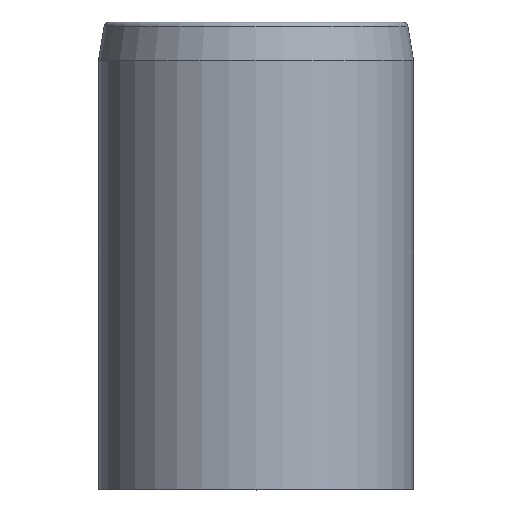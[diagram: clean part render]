
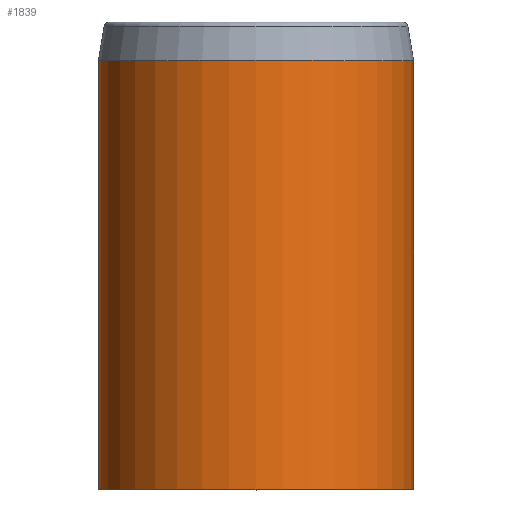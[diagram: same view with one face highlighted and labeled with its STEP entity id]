
A CAD part, top view. The second image highlights one B-rep face of the part: STEP entity #1839.
In plain terms, the highlighted cylindrical face has radius 28.65 mm (diameter 57.3 mm), a partial arc.
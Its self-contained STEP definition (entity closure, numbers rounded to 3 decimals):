
#31=DIRECTION('',(0.,1.,0.));
#32=VECTOR('',#31,77.924);
#33=CARTESIAN_POINT('',(28.65,0.076,0.));
#34=LINE('',#33,#32);
#35=DIRECTION('',(0.,1.,0.));
#36=VECTOR('',#35,77.924);
#37=CARTESIAN_POINT('',(-28.65,0.076,0.));
#38=LINE('',#37,#36);
#39=CARTESIAN_POINT('',(0.,0.076,0.));
#40=DIRECTION('',(0.,1.,0.));
#41=DIRECTION('',(-1.,0.,0.));
#42=AXIS2_PLACEMENT_3D('',#39,#40,#41);
#54=CARTESIAN_POINT('',(0.,78.,0.));
#55=DIRECTION('',(0.,-1.,0.));
#56=DIRECTION('',(1.,0.,0.));
#57=AXIS2_PLACEMENT_3D('',#54,#55,#56);
#1666=CARTESIAN_POINT('',(28.65,78.,0.));
#1667=CARTESIAN_POINT('',(-28.65,78.,0.));
#1668=VERTEX_POINT('',#1666);
#1669=VERTEX_POINT('',#1667);
#1690=CARTESIAN_POINT('',(28.65,0.076,0.));
#1691=CARTESIAN_POINT('',(-28.65,0.076,0.));
#1692=VERTEX_POINT('',#1690);
#1693=VERTEX_POINT('',#1691);
#1826=CARTESIAN_POINT('',(0.,89.25,0.));
#1827=DIRECTION('',(0.,-1.,0.));
#1828=DIRECTION('',(-1.,0.,0.));
#1829=AXIS2_PLACEMENT_3D('',#1826,#1827,#1828);
#1830=CYLINDRICAL_SURFACE('',#1829,28.65);
#1832=ORIENTED_EDGE('',*,*,#1831,.F.);
#1833=ORIENTED_EDGE('',*,*,#1821,.T.);
#1835=ORIENTED_EDGE('',*,*,#1834,.F.);
#1836=ORIENTED_EDGE('',*,*,#1817,.F.);
#1837=EDGE_LOOP('',(#1832,#1833,#1835,#1836));
#1838=FACE_OUTER_BOUND('',#1837,.F.);
#1839=ADVANCED_FACE('',(#1838),#1830,.T.);
#43=CIRCLE('',#42,28.65);
#58=CIRCLE('',#57,28.65);
#1817=EDGE_CURVE('',#1692,#1668,#34,.T.);
#1821=EDGE_CURVE('',#1693,#1669,#38,.T.);
#1831=EDGE_CURVE('',#1693,#1692,#43,.T.);
#1834=EDGE_CURVE('',#1668,#1669,#58,.T.);
